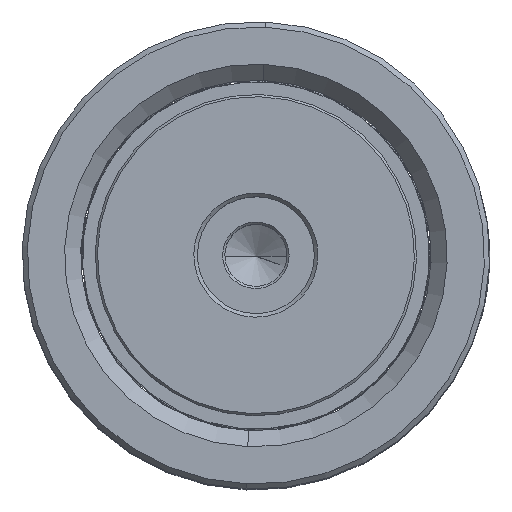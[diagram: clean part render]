
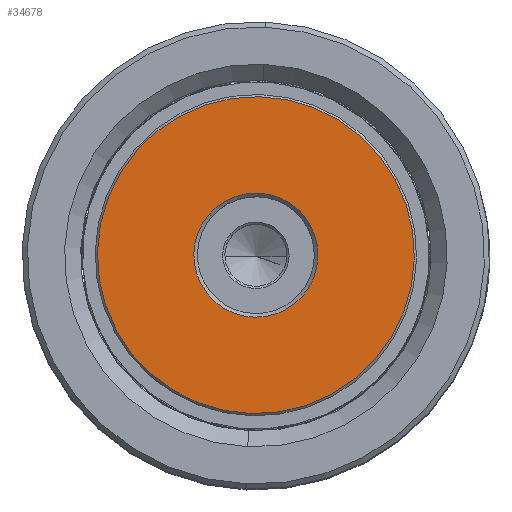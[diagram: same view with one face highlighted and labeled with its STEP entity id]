
A CAD part, top view. The second image highlights one B-rep face of the part: STEP entity #34678.
In plain terms, the highlighted face is planar.
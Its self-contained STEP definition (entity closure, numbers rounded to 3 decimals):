
#2740 = AXIS2_PLACEMENT_3D ( 'NONE', #12568, #7216, #10104 ) ;
#2864 = FACE_OUTER_BOUND ( 'NONE', #14497, .T. ) ;
#3139 = CARTESIAN_POINT ( 'NONE',  ( 21.7, 0., 0. ) ) ;
#6964 = ORIENTED_EDGE ( 'NONE', *, *, #28705, .T. ) ;
#7077 = DIRECTION ( 'NONE',  ( 0., 0., 1. ) ) ;
#7216 = DIRECTION ( 'NONE',  ( 0., 0., -1. ) ) ;
#7289 = VERTEX_POINT ( 'NONE', #31626 ) ;
#8518 = CARTESIAN_POINT ( 'NONE',  ( 0., 0., 0. ) ) ;
#9360 = AXIS2_PLACEMENT_3D ( 'NONE', #8518, #28271, #31094 ) ;
#9401 = VERTEX_POINT ( 'NONE', #27683 ) ;
#10104 = DIRECTION ( 'NONE',  ( 1., 0., 0. ) ) ;
#10765 = CIRCLE ( 'NONE', #9360, 8.5 ) ;
#11890 = EDGE_CURVE ( 'NONE', #12315, #7289, #18805, .T. ) ;
#11954 = CIRCLE ( 'NONE', #15920, 8.5 ) ;
#12315 = VERTEX_POINT ( 'NONE', #3139 ) ;
#12568 = CARTESIAN_POINT ( 'NONE',  ( 0., 0., 0. ) ) ;
#12675 = PLANE ( 'NONE',  #24161 ) ;
#13491 = FACE_BOUND ( 'NONE', #21882, .T. ) ;
#14497 = EDGE_LOOP ( 'NONE', ( #19640, #6964 ) ) ;
#15920 = AXIS2_PLACEMENT_3D ( 'NONE', #23058, #31421, #28704 ) ;
#18095 = AXIS2_PLACEMENT_3D ( 'NONE', #24188, #18249, #18504 ) ;
#18249 = DIRECTION ( 'NONE',  ( 0., 0., -1. ) ) ;
#18504 = DIRECTION ( 'NONE',  ( 1., 0., 0. ) ) ;
#18805 = CIRCLE ( 'NONE', #18095, 21.7 ) ;
#19640 = ORIENTED_EDGE ( 'NONE', *, *, #11890, .T. ) ;
#20900 = CARTESIAN_POINT ( 'NONE',  ( 0., 0., 0. ) ) ;
#21882 = EDGE_LOOP ( 'NONE', ( #30370, #24270 ) ) ;
#22024 = CARTESIAN_POINT ( 'NONE',  ( 8.5, 0., 0. ) ) ;
#22227 = VERTEX_POINT ( 'NONE', #22024 ) ;
#23058 = CARTESIAN_POINT ( 'NONE',  ( 0., 0., 0. ) ) ;
#23469 = EDGE_CURVE ( 'NONE', #9401, #22227, #11954, .T. ) ;
#24161 = AXIS2_PLACEMENT_3D ( 'NONE', #20900, #7077, #34843 ) ;
#24188 = CARTESIAN_POINT ( 'NONE',  ( 0., 0., 0. ) ) ;
#24270 = ORIENTED_EDGE ( 'NONE', *, *, #28028, .T. ) ;
#27683 = CARTESIAN_POINT ( 'NONE',  ( -8.5, 0., 0. ) ) ;
#28028 = EDGE_CURVE ( 'NONE', #22227, #9401, #10765, .T. ) ;
#28271 = DIRECTION ( 'NONE',  ( 0., 0., 1. ) ) ;
#28704 = DIRECTION ( 'NONE',  ( 1., 0., 0. ) ) ;
#28705 = EDGE_CURVE ( 'NONE', #7289, #12315, #31033, .T. ) ;
#30370 = ORIENTED_EDGE ( 'NONE', *, *, #23469, .T. ) ;
#31033 = CIRCLE ( 'NONE', #2740, 21.7 ) ;
#31094 = DIRECTION ( 'NONE',  ( 1., 0., 0. ) ) ;
#31421 = DIRECTION ( 'NONE',  ( 0., 0., 1. ) ) ;
#31626 = CARTESIAN_POINT ( 'NONE',  ( -21.7, 0., 0. ) ) ;
#34678 = ADVANCED_FACE ( 'NONE', ( #2864, #13491 ), #12675, .F. ) ;
#34843 = DIRECTION ( 'NONE',  ( 1., 0., 0. ) ) ;
